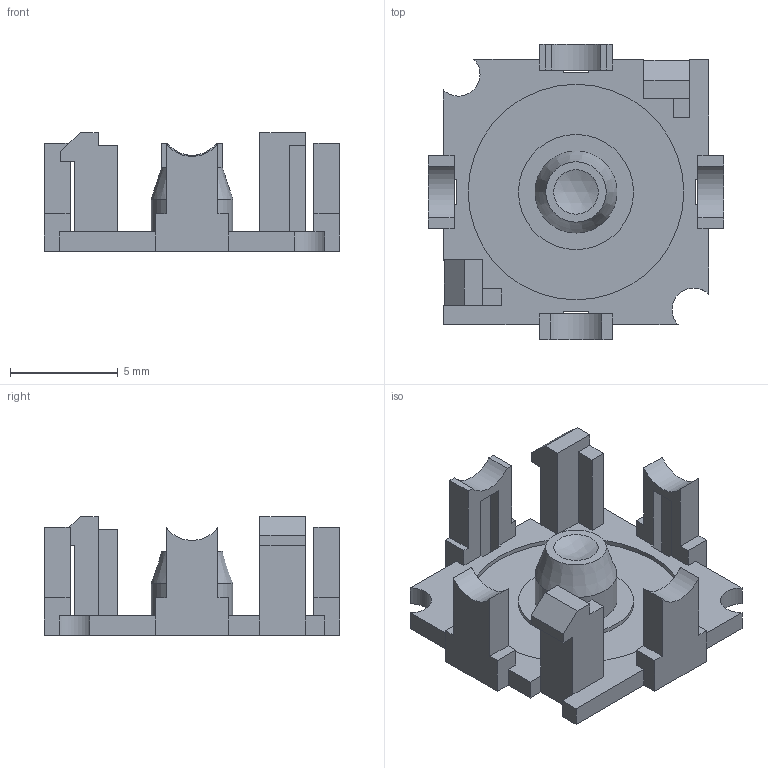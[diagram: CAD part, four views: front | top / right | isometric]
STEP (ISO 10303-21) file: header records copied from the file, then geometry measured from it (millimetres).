
FILE_DESCRIPTION(('FreeCAD Model'),'2;1');
FILE_NAME('Open CASCADE Shape Model','2025-04-13T16:10:04',(''),(''), 'Open CASCADE STEP processor 7.8','FreeCAD','Unknown');
FILE_SCHEMA(('AUTOMOTIVE_DESIGN { 1 0 10303 214 1 1 1 1 }'));
Length unit declared in the file: millimetre
Products named in the file (1): BOTTOM-HOUSING
Bounding box: 13.7 x 13.7 x 5.5 mm (x, y, z)
Volume: 221.3 mm3; surface area: 623.9 mm2
Topology: 1 solids, 1 shells, 106 faces, 310 edges, 206 vertices
Faces by surface type: plane 95, cylinder 9, cone 1, sphere 1
Full cylindrical faces by diameter (mm): 3.8 x1, 5.34 x1, 10 x1
Entity records: 3498 total; most frequent: CARTESIAN_POINT 623, ORIENTED_EDGE 620, DIRECTION 546, EDGE_CURVE 310, LINE 288, VECTOR 288, VERTEX_POINT 206, AXIS2_PLACEMENT_3D 129
